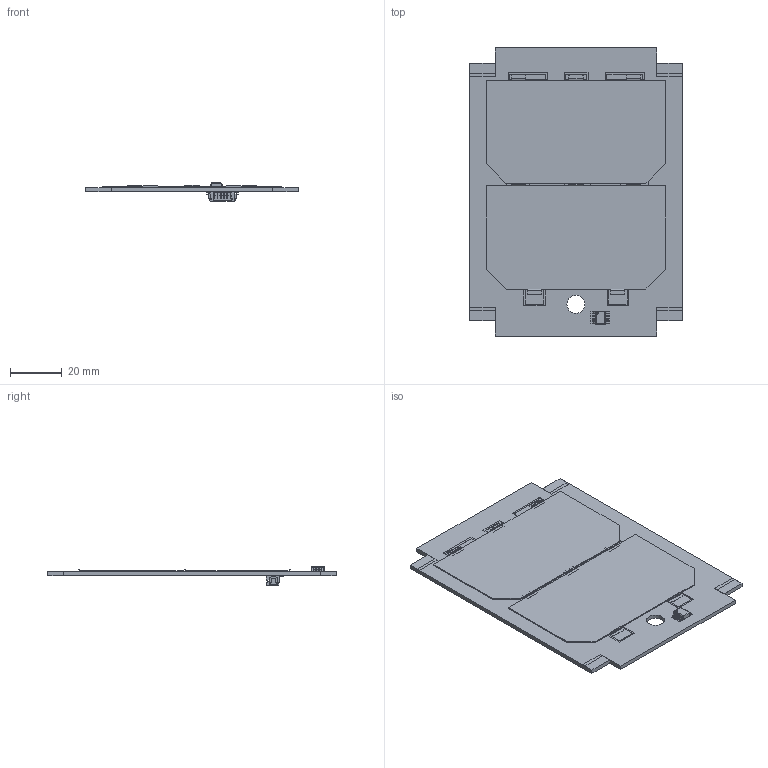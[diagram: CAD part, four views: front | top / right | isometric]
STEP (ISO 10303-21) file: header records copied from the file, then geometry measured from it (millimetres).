
FILE_DESCRIPTION (( 'STEP AP214' ), '1' );
FILE_NAME ('3D-25-00278-revA.STEP', '2010-11-05T16:10:03', ( '' ), ( '' ), 'SwSTEP 2.0', 'SolidWorks 2009', '' );
FILE_SCHEMA (( 'AUTOMOTIVE_DESIGN' ));
Length unit declared in the file: millimetre
Products named in the file (6): 3D-25-00278-revA; SO-8; DF13-6P-125H; 15-00255_END OF STRING CELL; 15-00255; sp-l-s1u-0025-cs-mgt reva
Assembly tree (5 placements, depth 2):
  3D-25-00278-revA
    sp-l-s1u-0025-cs-mgt reva
    15-00255
    DF13-6P-125H
    SO-8
    15-00255_END OF STRING CELL
Bounding box: 81.73 x 110.99 x 7.1 mm (x, y, z)
Volume: 16309.7 mm3; surface area: 30384.1 mm2
Topology: 19 solids, 19 shells, 923 faces, 2449 edges, 1590 vertices
Faces by surface type: plane 717, cylinder 188, sphere 10, cone 4, bspline 4
Entity records: 31809 total; most frequent: CARTESIAN_POINT 5126, ORIENTED_EDGE 4886, DIRECTION 4651, EDGE_CURVE 2443, VECTOR 2045, LINE 2045, VERTEX_POINT 1590, AXIS2_PLACEMENT_3D 1303
